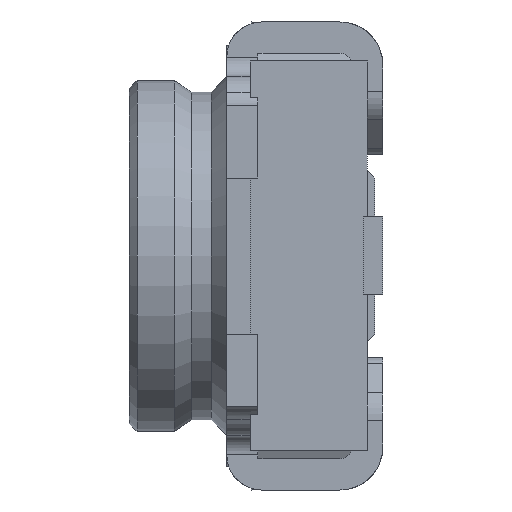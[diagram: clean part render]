
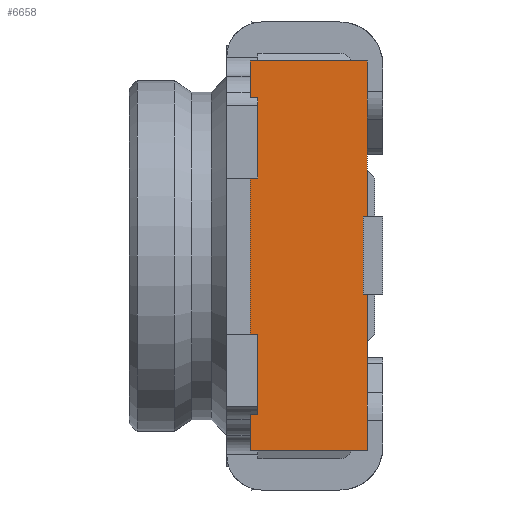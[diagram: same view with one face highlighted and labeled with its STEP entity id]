
A CAD part, left-side view. The second image highlights one B-rep face of the part: STEP entity #6658.
In plain terms, the highlighted planar face has unit normal (-1, 0, 0).
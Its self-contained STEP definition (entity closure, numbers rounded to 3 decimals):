
#197=DIRECTION('',(0.,0.,1.));
#198=VECTOR('',#197,0.4);
#199=CARTESIAN_POINT('',(-0.66,-0.16,0.1));
#200=LINE('',#199,#198);
#359=DIRECTION('',(0.,0.,1.));
#360=VECTOR('',#359,0.4);
#361=CARTESIAN_POINT('',(-0.66,-0.16,-0.5));
#362=LINE('',#361,#360);
#668=DIRECTION('',(0.,-1.,0.));
#669=VECTOR('',#668,0.01);
#670=CARTESIAN_POINT('',(-0.66,-0.15,0.1));
#671=LINE('',#670,#669);
#753=DIRECTION('',(0.,-1.,0.));
#754=VECTOR('',#753,0.01);
#755=CARTESIAN_POINT('',(-0.66,-0.15,-0.1));
#756=LINE('',#755,#754);
#760=DIRECTION('',(0.,1.,0.));
#761=VECTOR('',#760,0.3);
#762=CARTESIAN_POINT('',(-0.66,-0.16,-0.5));
#763=LINE('',#762,#761);
#767=DIRECTION('',(0.,1.,0.));
#768=VECTOR('',#767,0.02);
#769=CARTESIAN_POINT('',(-0.66,0.12,-0.2));
#770=LINE('',#769,#768);
#774=DIRECTION('',(0.,-1.,0.));
#775=VECTOR('',#774,0.3);
#776=CARTESIAN_POINT('',(-0.66,0.14,0.5));
#777=LINE('',#776,#775);
#781=DIRECTION('',(0.,0.,-1.));
#782=VECTOR('',#781,0.2);
#783=CARTESIAN_POINT('',(-0.66,-0.15,0.1));
#784=LINE('',#783,#782);
#846=DIRECTION('',(0.,0.,-1.));
#847=VECTOR('',#846,0.093);
#848=CARTESIAN_POINT('',(-0.66,0.14,-0.407));
#849=LINE('',#848,#847);
#4668=DIRECTION('',(0.,0.,-1.));
#4669=VECTOR('',#4668,0.093);
#4670=CARTESIAN_POINT('',(-0.66,0.14,0.5));
#4671=LINE('',#4670,#4669);
#4699=DIRECTION('',(0.,-1.,0.));
#4700=VECTOR('',#4699,0.02);
#4701=CARTESIAN_POINT('',(-0.66,0.14,0.407));
#4702=LINE('',#4701,#4700);
#4720=DIRECTION('',(0.,0.,-1.));
#4721=VECTOR('',#4720,0.207);
#4722=CARTESIAN_POINT('',(-0.66,0.12,0.407));
#4723=LINE('',#4722,#4721);
#4735=DIRECTION('',(0.,1.,0.));
#4736=VECTOR('',#4735,0.02);
#4737=CARTESIAN_POINT('',(-0.66,0.12,0.2));
#4738=LINE('',#4737,#4736);
#4784=DIRECTION('',(0.,0.,-1.));
#4785=VECTOR('',#4784,0.4);
#4786=CARTESIAN_POINT('',(-0.66,0.14,0.2));
#4787=LINE('',#4786,#4785);
#4812=DIRECTION('',(0.,0.,-1.));
#4813=VECTOR('',#4812,0.207);
#4814=CARTESIAN_POINT('',(-0.66,0.12,-0.2));
#4815=LINE('',#4814,#4813);
#4827=DIRECTION('',(0.,1.,0.));
#4828=VECTOR('',#4827,0.02);
#4829=CARTESIAN_POINT('',(-0.66,0.12,-0.407));
#4830=LINE('',#4829,#4828);
#5639=CARTESIAN_POINT('',(-0.66,0.12,-0.2));
#5640=CARTESIAN_POINT('',(-0.66,0.12,-0.407));
#5641=VERTEX_POINT('',#5639);
#5642=VERTEX_POINT('',#5640);
#5647=CARTESIAN_POINT('',(-0.66,0.12,0.407));
#5648=CARTESIAN_POINT('',(-0.66,0.12,0.2));
#5649=VERTEX_POINT('',#5647);
#5650=VERTEX_POINT('',#5648);
#5655=CARTESIAN_POINT('',(-0.66,0.14,-0.407));
#5656=CARTESIAN_POINT('',(-0.66,0.14,-0.5));
#5657=VERTEX_POINT('',#5655);
#5658=VERTEX_POINT('',#5656);
#5659=CARTESIAN_POINT('',(-0.66,0.14,-0.2));
#5660=VERTEX_POINT('',#5659);
#5661=CARTESIAN_POINT('',(-0.66,0.14,0.2));
#5662=VERTEX_POINT('',#5661);
#5663=CARTESIAN_POINT('',(-0.66,0.14,0.407));
#5664=VERTEX_POINT('',#5663);
#5665=CARTESIAN_POINT('',(-0.66,0.14,0.5));
#5666=VERTEX_POINT('',#5665);
#5691=CARTESIAN_POINT('',(-0.66,-0.16,-0.5));
#5692=CARTESIAN_POINT('',(-0.66,-0.16,-0.1));
#5693=VERTEX_POINT('',#5691);
#5694=VERTEX_POINT('',#5692);
#5695=CARTESIAN_POINT('',(-0.66,-0.16,0.1));
#5696=CARTESIAN_POINT('',(-0.66,-0.16,0.5));
#5697=VERTEX_POINT('',#5695);
#5698=VERTEX_POINT('',#5696);
#5703=CARTESIAN_POINT('',(-0.66,-0.15,0.1));
#5705=VERTEX_POINT('',#5703);
#5708=CARTESIAN_POINT('',(-0.66,-0.15,-0.1));
#5710=VERTEX_POINT('',#5708);
#6624=CARTESIAN_POINT('',(-0.66,-0.12,-0.58));
#6625=DIRECTION('',(-1.,0.,0.));
#6626=DIRECTION('',(0.,0.,1.));
#6627=AXIS2_PLACEMENT_3D('',#6624,#6625,#6626);
#6628=PLANE('',#6627);
#6629=ORIENTED_EDGE('',*,*,#6523,.F.);
#6631=ORIENTED_EDGE('',*,*,#6630,.T.);
#6632=ORIENTED_EDGE('',*,*,#6602,.T.);
#6633=ORIENTED_EDGE('',*,*,#5976,.F.);
#6635=ORIENTED_EDGE('',*,*,#6634,.T.);
#6637=ORIENTED_EDGE('',*,*,#6636,.F.);
#6639=ORIENTED_EDGE('',*,*,#6638,.F.);
#6641=ORIENTED_EDGE('',*,*,#6640,.F.);
#6643=ORIENTED_EDGE('',*,*,#6642,.T.);
#6645=ORIENTED_EDGE('',*,*,#6644,.F.);
#6647=ORIENTED_EDGE('',*,*,#6646,.F.);
#6649=ORIENTED_EDGE('',*,*,#6648,.F.);
#6651=ORIENTED_EDGE('',*,*,#6650,.F.);
#6653=ORIENTED_EDGE('',*,*,#6652,.F.);
#6654=ORIENTED_EDGE('',*,*,#5876,.T.);
#6655=ORIENTED_EDGE('',*,*,#5913,.F.);
#6656=EDGE_LOOP('',(#6629,#6631,#6632,#6633,#6635,#6637,#6639,#6641,#6643,#6645,
#6647,#6649,#6651,#6653,#6654,#6655));
#6657=FACE_OUTER_BOUND('',#6656,.F.);
#5876=EDGE_CURVE('',#5666,#5698,#777,.T.);
#5913=EDGE_CURVE('',#5697,#5698,#200,.T.);
#5976=EDGE_CURVE('',#5693,#5694,#362,.T.);
#6523=EDGE_CURVE('',#5705,#5697,#671,.T.);
#6602=EDGE_CURVE('',#5710,#5694,#756,.T.);
#6630=EDGE_CURVE('',#5705,#5710,#784,.T.);
#6634=EDGE_CURVE('',#5693,#5658,#763,.T.);
#6636=EDGE_CURVE('',#5657,#5658,#849,.T.);
#6638=EDGE_CURVE('',#5642,#5657,#4830,.T.);
#6640=EDGE_CURVE('',#5641,#5642,#4815,.T.);
#6642=EDGE_CURVE('',#5641,#5660,#770,.T.);
#6644=EDGE_CURVE('',#5662,#5660,#4787,.T.);
#6646=EDGE_CURVE('',#5650,#5662,#4738,.T.);
#6648=EDGE_CURVE('',#5649,#5650,#4723,.T.);
#6650=EDGE_CURVE('',#5664,#5649,#4702,.T.);
#6652=EDGE_CURVE('',#5666,#5664,#4671,.T.);
#6658=ADVANCED_FACE('',(#6657),#6628,.T.);
